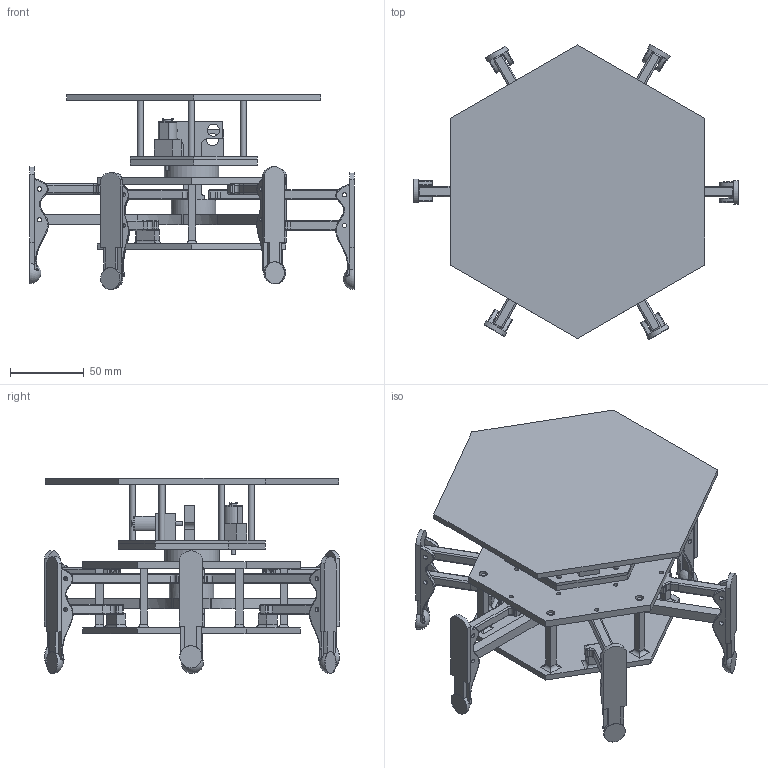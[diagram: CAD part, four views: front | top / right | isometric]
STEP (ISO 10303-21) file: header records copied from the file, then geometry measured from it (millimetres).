
FILE_DESCRIPTION(/* description */ (''),/* implementation_level */ '2;1');
FILE_NAME(/* name */ 'Hexapod global 3D structure.step',/* time_stamp */ '2025-03-30T16:23:12+02:00',/* author */ (''),/* organization */ (''),/* preprocessor_version */ 'ST-DEVELOPER v20.1',/* originating_system */ 'Autodesk Translation Framework v14.4.0.0',/* authorisation */ '');
FILE_SCHEMA (('AUTOMOTIVE_DESIGN { 1 0 10303 214 3 1 1 }'));
Length unit declared in the file: centimetre
Products named in the file (22): Combined All; Lower Cage; Lower Cage Lid; Tri Link; Leg; Side Link; Control link; All internal mechanics in STEP; B - gear box; Upper collar; Upper collar_1; Wobbly wobb; Motor M; Brazo M; 1x_Drive_Pinion; 2x_Spur_Gear; 1x_Rotation_Pinion; Motor M_1; Brazo M_1; Upper collar_2; Lower collar; Electronic plate
Assembly tree (34 placements, depth 4):
  Combined All
    Lower Cage
    Control link  x6
    Lower Cage Lid
    Side Link  x3
    Tri Link
    Leg  x6
    All internal mechanics in STEP
      B - gear box
      Upper collar
      Upper collar_1
      Wobbly wobb
      Motor M
        Brazo M
      1x_Drive_Pinion
      2x_Spur_Gear  x2
      1x_Rotation_Pinion
      Motor M_1
        Brazo M_1
      Upper collar_2
      Lower collar
    Electronic plate
Bounding box: 220.42 x 200.27 x 132.34 mm (x, y, z)
Volume: 375571.1 mm3; surface area: 229663 mm2
Topology: 57 solids, 57 shells, 1513 faces, 3576 edges, 2196 vertices
Faces by surface type: plane 692, cylinder 536, bspline 124, sphere 123, torus 38
Full cylindrical faces by diameter (mm): 0.4 x8, 1 x8, 2 x12, 2.2 x4, 2.839 x6, 2.89 x3, 2.892 x1, 2.893 x1, 2.894 x1, 2.895 x5, 2.896 x2, 2.897 x1, 2.898 x5, 2.899 x1, 2.9 x18, 2.901 x3, 2.902 x9, 2.903 x3, 2.906 x25, 2.907 x3, 3 x12, 3.071 x2, 3.245 x1, 3.246 x1, 3.248 x1, 3.487 x1, 3.491 x1, 3.495 x1, 3.496 x9, 3.499 x1
Entity records: 25030 total; most frequent: CARTESIAN_POINT 6138, DIRECTION 3960, ORIENTED_EDGE 3496, EDGE_CURVE 1748, AXIS2_PLACEMENT_3D 1465, VERTEX_POINT 1122, LINE 1030, VECTOR 1030
